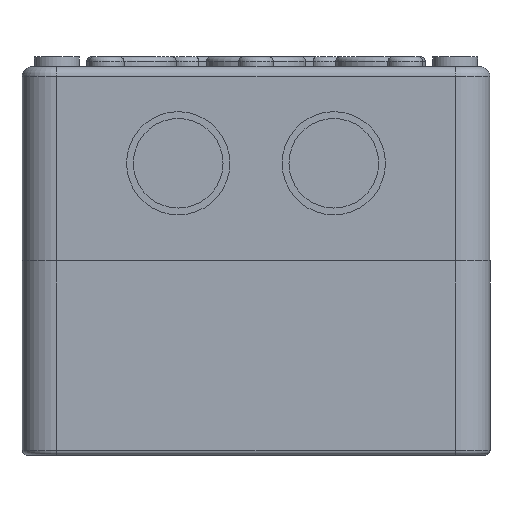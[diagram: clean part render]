
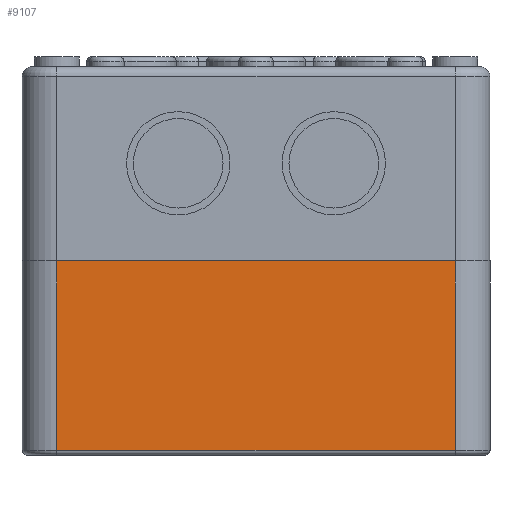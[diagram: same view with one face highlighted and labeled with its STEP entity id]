
A CAD part, front view. The second image highlights one B-rep face of the part: STEP entity #9107.
In plain terms, the highlighted planar face has unit normal (0, -1, 0).
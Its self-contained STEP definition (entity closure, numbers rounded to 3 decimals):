
#494=LINE('',#15853,#1018);
#541=LINE('',#16049,#1065);
#553=LINE('',#16085,#1077);
#554=LINE('',#16087,#1078);
#1018=VECTOR('',#13049,80.);
#1065=VECTOR('',#13262,80.);
#1077=VECTOR('',#13310,38.);
#1078=VECTOR('',#13313,38.);
#1349=PLANE('',#10346);
#2195=FACE_OUTER_BOUND('',#3036,.T.);
#3036=EDGE_LOOP('',(#8111,#8112,#8113,#8114));
#4501=VERTEX_POINT('',#15850);
#4502=VERTEX_POINT('',#15852);
#4564=VERTEX_POINT('',#16035);
#4568=VERTEX_POINT('',#16047);
#5660=EDGE_CURVE('',#4502,#4501,#494,.T.);
#5753=EDGE_CURVE('',#4568,#4564,#541,.T.);
#5772=EDGE_CURVE('',#4568,#4502,#553,.T.);
#5773=EDGE_CURVE('',#4564,#4501,#554,.T.);
#8111=ORIENTED_EDGE('',*,*,#5753,.F.);
#8112=ORIENTED_EDGE('',*,*,#5772,.T.);
#8113=ORIENTED_EDGE('',*,*,#5660,.T.);
#8114=ORIENTED_EDGE('',*,*,#5773,.F.);
#9107=ADVANCED_FACE('',(#2195),#1349,.T.);
#10346=AXIS2_PLACEMENT_3D('',#16086,#13311,#13312);
#13049=DIRECTION('',(-1.,0.,0.));
#13262=DIRECTION('',(-1.,0.,0.));
#13310=DIRECTION('',(0.,0.,1.));
#13311=DIRECTION('center_axis',(0.,-1.,0.));
#13312=DIRECTION('ref_axis',(0.,0.,-1.));
#13313=DIRECTION('',(0.,0.,1.));
#15850=CARTESIAN_POINT('',(-3.641,-102.18,39.));
#15852=CARTESIAN_POINT('',(76.359,-102.18,39.));
#15853=CARTESIAN_POINT('',(76.359,-102.18,39.));
#16035=CARTESIAN_POINT('',(-3.641,-102.18,1.));
#16047=CARTESIAN_POINT('',(76.359,-102.18,1.));
#16049=CARTESIAN_POINT('',(56.359,-102.18,1.));
#16085=CARTESIAN_POINT('',(76.359,-102.18,0.));
#16086=CARTESIAN_POINT('Origin',(76.359,-102.18,0.));
#16087=CARTESIAN_POINT('',(-3.641,-102.18,0.));
